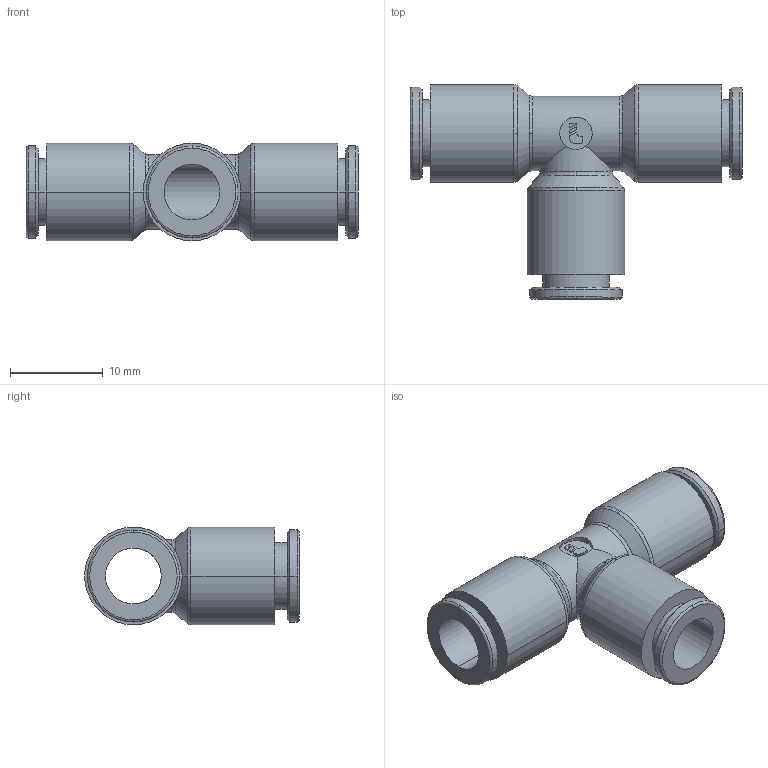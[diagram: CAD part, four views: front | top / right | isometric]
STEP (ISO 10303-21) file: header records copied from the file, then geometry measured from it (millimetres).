
FILE_DESCRIPTION(('STEP AP214'),'1');
FILE_NAME('3104_06_00.stp','2016-07-07T14:57:40',('TraceParts'),('TraceParts S.A.'),'Spatial InterOp 3D',' ',' ');
FILE_SCHEMA(('automotive_design'));
Length unit declared in the file: millimetre
Products named in the file (1): 1
Bounding box: 35.71 x 23.11 x 10.5 mm (x, y, z)
Volume: 2227.4 mm3; surface area: 2820.4 mm2
Topology: 1 solids, 1 shells, 91 faces, 236 edges, 155 vertices
Faces by surface type: cylinder 35, plane 26, torus 18, cone 12
Entity records: 3025 total; most frequent: CARTESIAN_POINT 644, DIRECTION 554, ORIENTED_EDGE 472, EDGE_CURVE 236, AXIS2_PLACEMENT_3D 233, VERTEX_POINT 155, CIRCLE 137, EDGE_LOOP 103
